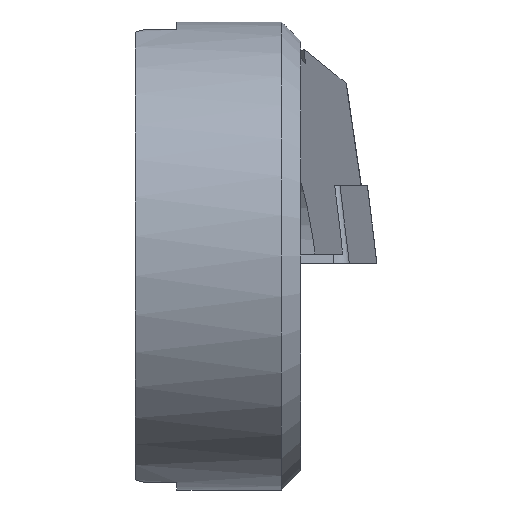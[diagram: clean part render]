
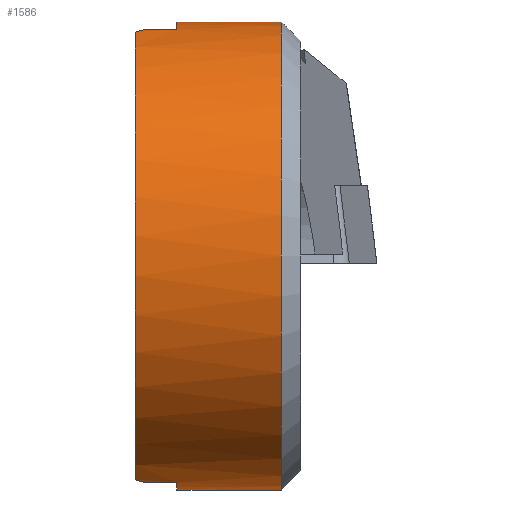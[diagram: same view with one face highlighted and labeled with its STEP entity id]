
A CAD part, left-side view. The second image highlights one B-rep face of the part: STEP entity #1586.
In plain terms, the highlighted cylindrical face has radius 12 mm (diameter 24 mm), a partial arc.
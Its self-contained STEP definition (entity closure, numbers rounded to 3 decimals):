
#738=EDGE_CURVE('NONE',#1238,#1160,#2073,.T.);
#804=VERTEX_POINT('NONE',#2148);
#896=VERTEX_POINT('NONE',#2252);
#952=VERTEX_POINT('NONE',#2311);
#998=EDGE_CURVE('NONE',#1238,#1456,#2359,.T.);
#1008=EDGE_CURVE('NONE',#1968,#1862,#2371,.T.);
#1124=VERTEX_POINT('NONE',#2500);
#1160=VERTEX_POINT('NONE',#2537);
#1168=EDGE_CURVE('NONE',#1160,#804,#2546,.T.);
#1204=EDGE_CURVE('NONE',#952,#896,#2586,.T.);
#1238=VERTEX_POINT('NONE',#2623);
#1254=EDGE_CURVE('NONE',#896,#1790,#2640,.T.);
#1456=VERTEX_POINT('NONE',#2861);
#1460=EDGE_CURVE('NONE',#1790,#1968,#2865,.T.);
#1522=EDGE_CURVE('NONE',#1124,#1456,#2929,.T.);
#1586=ADVANCED_FACE('Fl�che4',(#3001),#3002,.T.);
#1610=EDGE_CURVE('NONE',#804,#952,#3028,.T.);
#1790=VERTEX_POINT('NONE',#3224);
#1862=VERTEX_POINT('NONE',#3303);
#1968=VERTEX_POINT('NONE',#3426);
#1976=EDGE_CURVE('NONE',#1862,#1124,#3435,.T.);
#2073=CIRCLE('',#3540,12.0);
#2148=CARTESIAN_POINT('',(0.0,-2.15,12.0));
#2252=CARTESIAN_POINT('',(-3.0,-0.5,11.619));
#2311=CARTESIAN_POINT('',(-3.0,-2.15,11.619));
#2359=LINE('',#3928,#3929);
#2371=(B_SPLINE_CURVE(3,(#3945,#3946,#3947,#3948),.UNSPECIFIED.,.F.,.F.)B_SPLINE_CURVE_WITH_KNOTS((4,4),(1.275,1.318),.UNSPECIFIED.)RATIONAL_B_SPLINE_CURVE((1.0,1.,1.,1.0))BOUNDED_CURVE()REPRESENTATION_ITEM('')GEOMETRIC_REPRESENTATION_ITEM()CURVE());
#2500=CARTESIAN_POINT('',(-3.0,-2.15,-11.619));
#2537=CARTESIAN_POINT('',(0.,-7.5,12.0));
#2546=LINE('',#4220,#4221);
#2586=LINE('',#4311,#4312);
#2623=CARTESIAN_POINT('',(0.,-7.5,-12.0));
#2640=(B_SPLINE_CURVE(3,(#4389,#4390,#4391,#4392),.UNSPECIFIED.,.F.,.F.)B_SPLINE_CURVE_WITH_KNOTS((4,4),(4.965,5.008),.UNSPECIFIED.)RATIONAL_B_SPLINE_CURVE((1.0,1.,1.,1.0))BOUNDED_CURVE()REPRESENTATION_ITEM('')GEOMETRIC_REPRESENTATION_ITEM()CURVE());
#2861=CARTESIAN_POINT('',(0.,-2.15,-12.0));
#2865=CIRCLE('',#4708,12.0);
#2929=CIRCLE('',#4808,12.0);
#3001=FACE_OUTER_BOUND('',#4914,.T.);
#3002=CYLINDRICAL_SURFACE('',#4915,12.0);
#3028=CIRCLE('',#4949,12.0);
#3224=CARTESIAN_POINT('',(-3.5,0.0,11.478));
#3303=CARTESIAN_POINT('',(-3.0,-0.5,-11.619));
#3426=CARTESIAN_POINT('',(-3.5,0.0,-11.478));
#3435=LINE('',#5517,#5518);
#3540=AXIS2_PLACEMENT_3D('',#5619,#5620,#5621);
#3928=CARTESIAN_POINT('',(0.,-8.5,-12.0));
#3929=VECTOR('',#5966,1000.0);
#3945=CARTESIAN_POINT('',(-3.5,0.0,-11.478));
#3946=CARTESIAN_POINT('',(-3.334,-0.166,-11.529));
#3947=CARTESIAN_POINT('',(-3.168,-0.332,-11.576));
#3948=CARTESIAN_POINT('',(-3.0,-0.5,-11.619));
#4220=CARTESIAN_POINT('',(0.0,-8.5,12.0));
#4221=VECTOR('',#6201,1000.0);
#4311=CARTESIAN_POINT('',(-3.0,-8.5,11.619));
#4312=VECTOR('',#6259,1000.0);
#4389=CARTESIAN_POINT('',(-3.0,-0.5,11.619));
#4390=CARTESIAN_POINT('',(-3.168,-0.332,11.576));
#4391=CARTESIAN_POINT('',(-3.334,-0.166,11.529));
#4392=CARTESIAN_POINT('',(-3.5,0.0,11.478));
#4708=AXIS2_PLACEMENT_3D('',#6581,#6582,#6583);
#4808=AXIS2_PLACEMENT_3D('',#6632,#6633,#6634);
#4914=EDGE_LOOP('',(#6731,#6732,#6733,#6734,#6735,#6736,#6737,#6738,#6739,#6740));
#4915=AXIS2_PLACEMENT_3D('',#6741,#6742,#6743);
#4949=AXIS2_PLACEMENT_3D('',#6777,#6778,#6779);
#5517=CARTESIAN_POINT('',(-3.0,-8.5,-11.619));
#5518=VECTOR('',#7284,1000.0);
#5619=CARTESIAN_POINT('',(0.0,-7.5,0.0));
#5620=DIRECTION('',(0.0,1.0,0.0));
#5621=DIRECTION('',(0.0,0.0,1.0));
#5966=DIRECTION('',(-0.0,1.0,0.0));
#6201=DIRECTION('',(-0.0,1.0,0.0));
#6259=DIRECTION('',(-0.0,1.0,0.0));
#6581=CARTESIAN_POINT('',(0.0,0.0,0.0));
#6582=DIRECTION('',(0.0,-1.0,0.0));
#6583=DIRECTION('',(0.0,0.0,-1.0));
#6632=CARTESIAN_POINT('',(0.0,-2.15,0.0));
#6633=DIRECTION('',(0.0,-1.0,0.0));
#6634=DIRECTION('',(0.0,0.0,-1.0));
#6731=ORIENTED_EDGE('',*,*,#998,.F.);
#6732=ORIENTED_EDGE('',*,*,#738,.T.);
#6733=ORIENTED_EDGE('',*,*,#1168,.T.);
#6734=ORIENTED_EDGE('',*,*,#1610,.T.);
#6735=ORIENTED_EDGE('',*,*,#1204,.T.);
#6736=ORIENTED_EDGE('',*,*,#1254,.T.);
#6737=ORIENTED_EDGE('',*,*,#1460,.T.);
#6738=ORIENTED_EDGE('',*,*,#1008,.T.);
#6739=ORIENTED_EDGE('',*,*,#1976,.T.);
#6740=ORIENTED_EDGE('',*,*,#1522,.T.);
#6741=CARTESIAN_POINT('',(0.0,-8.5,0.0));
#6742=DIRECTION('',(-0.0,1.0,-0.0));
#6743=DIRECTION('',(0.0,0.0,1.0));
#6777=CARTESIAN_POINT('',(0.0,-2.15,0.0));
#6778=DIRECTION('',(0.0,-1.0,0.0));
#6779=DIRECTION('',(0.0,0.0,-1.0));
#7284=DIRECTION('',(0.0,-1.0,0.0));
